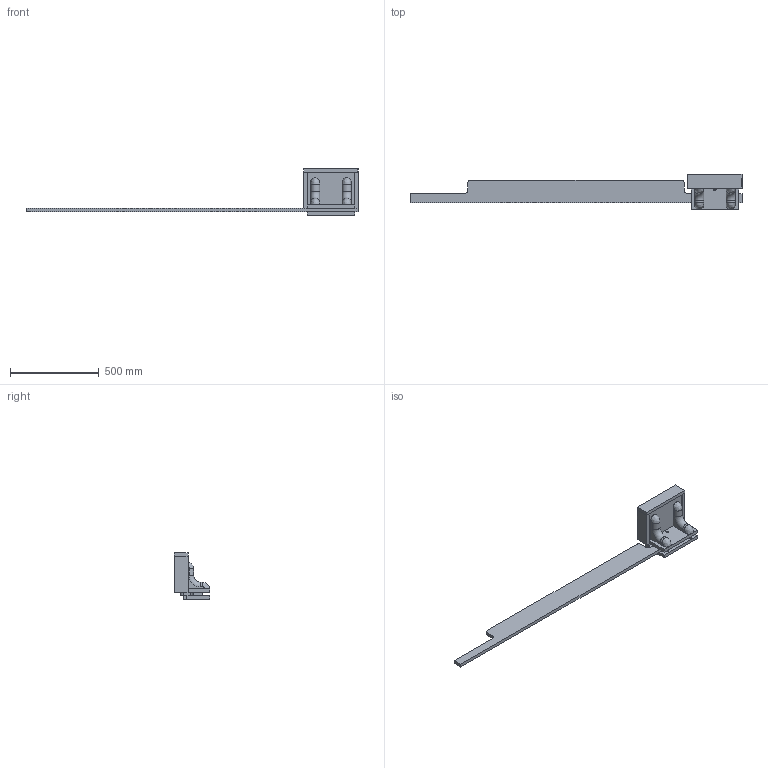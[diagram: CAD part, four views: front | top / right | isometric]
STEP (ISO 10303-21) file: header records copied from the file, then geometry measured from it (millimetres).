
FILE_DESCRIPTION(/* description */ (''),/* implementation_level */ '2;1');
FILE_NAME(/* name */ 'bunkBedNightStand.stp',/* time_stamp */ '2021-05-11T02:23:22-07:00',/* author */ ('Andrew'),/* organization */ (''),/* preprocessor_version */ 'ST-DEVELOPER v18.1',/* originating_system */ 'Autodesk Inventor 2021',/* authorisation */ '');
FILE_SCHEMA (('AUTOMOTIVE_DESIGN { 1 0 10303 214 3 1 1 }'));
Length unit declared in the file: inch
Products named in the file (7): bunkBedNightStand; backPlate; topPlate; sidePlate; framePlate; shelfBracket; Frame
Assembly tree (9 placements, depth 2):
  bunkBedNightStand
    backPlate
    sidePlate  x2
    topPlate
    framePlate  x2
    shelfBracket  x2
    Frame
Bounding box: 1866.9 x 196.85 x 260.35 mm (x, y, z)
Volume: 7890570.4 mm3; surface area: 987515 mm2
Topology: 9 solids, 9 shells, 74 faces, 168 edges, 112 vertices
Faces by surface type: plane 54, cylinder 14, bspline 4, torus 2
Full cylindrical faces by diameter (mm): 12.7 x6
Entity records: 1726 total; most frequent: CARTESIAN_POINT 284, DIRECTION 268, ORIENTED_EDGE 228, EDGE_CURVE 114, AXIS2_PLACEMENT_3D 90, LINE 88, VECTOR 88, VERTEX_POINT 76
